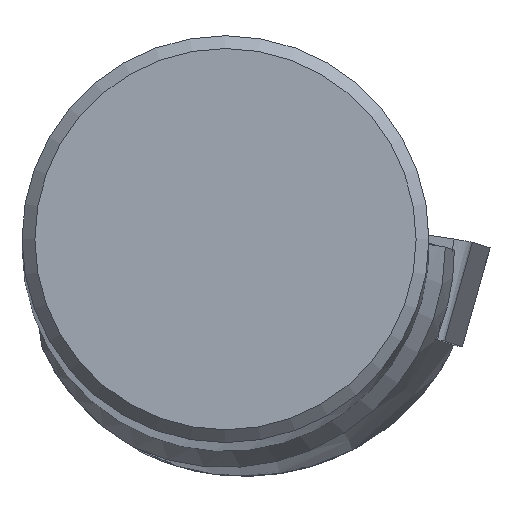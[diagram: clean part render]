
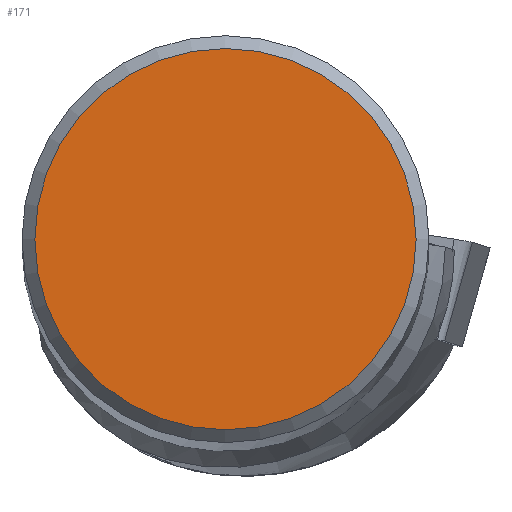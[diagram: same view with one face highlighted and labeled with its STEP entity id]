
A CAD part, top view. The second image highlights one B-rep face of the part: STEP entity #171.
In plain terms, the highlighted planar face has unit normal (0, 0, 1).
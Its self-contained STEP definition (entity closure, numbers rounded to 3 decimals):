
#138=FACE_OUTER_BOUND('',#323,.T.);
#171=ADVANCED_FACE('',(#138),#194,.T.);
#194=PLANE('',#826);
#323=EDGE_LOOP('',(#458));
#458=ORIENTED_EDGE('',*,*,#642,.F.);
#565=VERTEX_POINT('',#1376);
#642=EDGE_CURVE('',#565,#565,#684,.T.);
#684=CIRCLE('',#825,7.43);
#825=AXIS2_PLACEMENT_3D('',#1375,#983,#984);
#826=AXIS2_PLACEMENT_3D('',#1377,#985,#986);
#983=DIRECTION('',(0.,0.,-1.));
#984=DIRECTION('',(-1.,0.,0.));
#985=DIRECTION('',(0.,0.,1.));
#986=DIRECTION('',(-1.,0.,0.));
#1375=CARTESIAN_POINT('',(0.,0.,0.));
#1376=CARTESIAN_POINT('',(-7.43,0.,0.));
#1377=CARTESIAN_POINT('',(0.,0.,0.));
